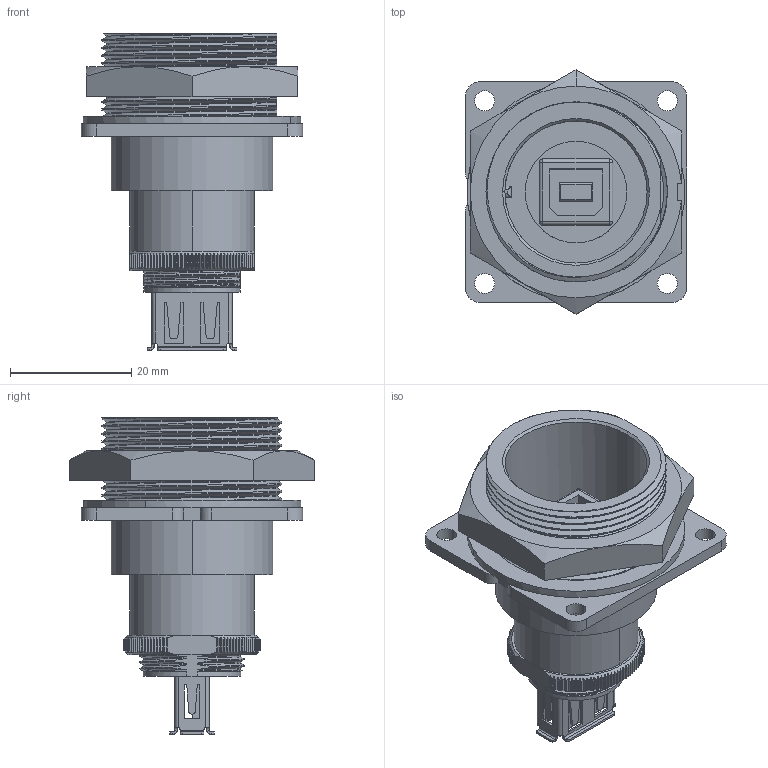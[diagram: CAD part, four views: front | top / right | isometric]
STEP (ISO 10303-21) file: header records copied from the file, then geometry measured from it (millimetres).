
FILE_DESCRIPTION (( 'STEP AP203' ), '1' );
FILE_NAME ('DCP-USBBT-USBA.STEP', '2013-07-23T15:50:05', ( 'J0FPBF1' ), ( '' ), 'SwSTEP 2.0', 'SolidWorks 2012', '' );
FILE_SCHEMA (( 'CONFIG_CONTROL_DESIGN' ));
Products named in the file (1): DCP-USBBT-USBA
Bounding box: 36.53 x 40.33 x 52.2 mm (x, y, z)
Volume: 17813.4 mm3; surface area: 12258.2 mm2
Topology: 2 solids, 3 shells, 750 faces, 2164 edges, 1425 vertices
Faces by surface type: cylinder 350, plane 329, bspline 49, cone 18, sphere 4
Entity records: 41239 total; most frequent: CARTESIAN_POINT 23204, ORIENTED_EDGE 4316, DIRECTION 3042, EDGE_CURVE 2158, VERTEX_POINT 1425, AXIS2_PLACEMENT_3D 1056, VECTOR 930, LINE 930
